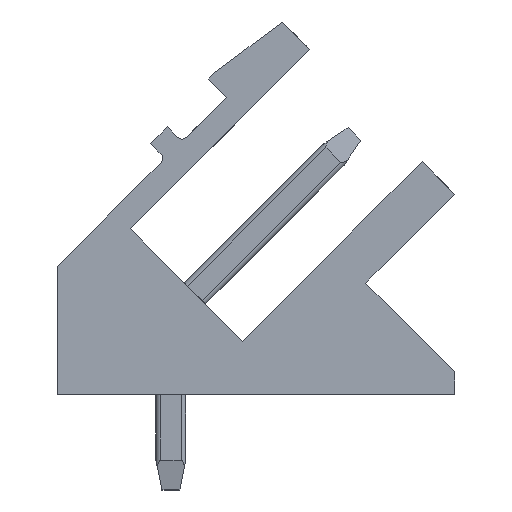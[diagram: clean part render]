
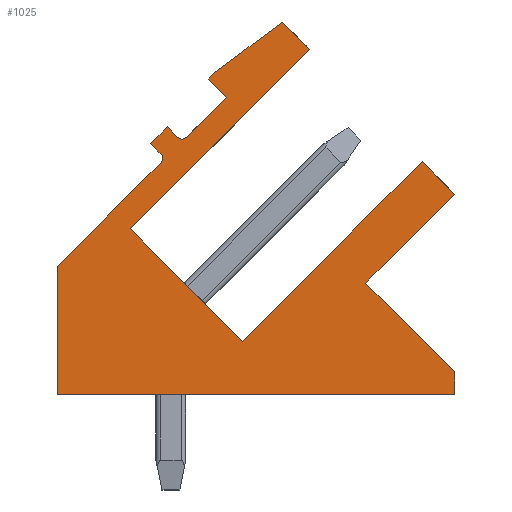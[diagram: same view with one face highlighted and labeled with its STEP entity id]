
A CAD part, left-side view. The second image highlights one B-rep face of the part: STEP entity #1025.
In plain terms, the highlighted planar face has unit normal (-1, 0, 0).
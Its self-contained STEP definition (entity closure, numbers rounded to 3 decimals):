
#886=AXIS2_PLACEMENT_3D('Circle Axis2P3D',#884,#885,$) ;
#900=AXIS2_PLACEMENT_3D('Plane Axis2P3D',#897,#898,#899) ;
#944=AXIS2_PLACEMENT_3D('Circle Axis2P3D',#942,#943,$) ;
#224=CARTESIAN_POINT('Vertex',(0.,8.98,11.809)) ;
#227=CARTESIAN_POINT('Line Origine',(0.,8.309,12.481)) ;
#231=CARTESIAN_POINT('Vertex',(0.,7.637,13.153)) ;
#470=CARTESIAN_POINT('Vertex',(0.,4.851,14.751)) ;
#473=CARTESIAN_POINT('Line Origine',(0.,7.856,11.746)) ;
#477=CARTESIAN_POINT('Vertex',(0.,10.861,8.74)) ;
#535=CARTESIAN_POINT('Vertex',(0.,5.77,15.67)) ;
#538=CARTESIAN_POINT('Line Origine',(0.,5.31,15.21)) ;
#709=CARTESIAN_POINT('Line Origine',(0.,7.941,13.457)) ;
#713=CARTESIAN_POINT('Vertex',(0.,8.245,13.761)) ;
#881=CARTESIAN_POINT('Vertex',(0.,9.263,11.809)) ;
#884=CARTESIAN_POINT('Axis2P3D Location',(0.,9.122,11.951)) ;
#897=CARTESIAN_POINT('Axis2P3D Location',(0.,0.,0.)) ;
#902=CARTESIAN_POINT('Line Origine',(0.,8.98,6.859)) ;
#906=CARTESIAN_POINT('Vertex',(0.,7.099,4.979)) ;
#909=CARTESIAN_POINT('Line Origine',(0.,6.901,14.821)) ;
#913=CARTESIAN_POINT('Vertex',(0.,8.033,13.973)) ;
#916=CARTESIAN_POINT('Line Origine',(0.,8.139,13.867)) ;
#921=CARTESIAN_POINT('Line Origine',(0.,9.44,11.986)) ;
#925=CARTESIAN_POINT('Vertex',(0.,9.617,12.163)) ;
#928=CARTESIAN_POINT('Line Origine',(0.,9.899,11.88)) ;
#932=CARTESIAN_POINT('Vertex',(0.,10.182,11.597)) ;
#935=CARTESIAN_POINT('Line Origine',(0.,10.006,11.42)) ;
#939=CARTESIAN_POINT('Vertex',(0.,9.829,11.244)) ;
#942=CARTESIAN_POINT('Axis2P3D Location',(0.,9.97,11.102)) ;
#946=CARTESIAN_POINT('Vertex',(0.,9.829,10.961)) ;
#949=CARTESIAN_POINT('Line Origine',(0.,11.564,9.225)) ;
#953=CARTESIAN_POINT('Vertex',(0.,13.3,7.489)) ;
#956=CARTESIAN_POINT('Line Origine',(0.,13.3,5.345)) ;
#960=CARTESIAN_POINT('Vertex',(0.,13.3,3.2)) ;
#963=CARTESIAN_POINT('Line Origine',(0.,6.65,3.2)) ;
#967=CARTESIAN_POINT('Vertex',(0.,0.,3.2)) ;
#970=CARTESIAN_POINT('Line Origine',(0.,0.,3.58)) ;
#974=CARTESIAN_POINT('Vertex',(0.,0.,3.96)) ;
#977=CARTESIAN_POINT('Line Origine',(0.,1.485,5.445)) ;
#981=CARTESIAN_POINT('Vertex',(0.,2.97,6.93)) ;
#984=CARTESIAN_POINT('Line Origine',(0.,1.485,8.415)) ;
#988=CARTESIAN_POINT('Vertex',(0.,0.,9.9)) ;
#991=CARTESIAN_POINT('Line Origine',(0.,0.544,10.444)) ;
#995=CARTESIAN_POINT('Vertex',(0.,1.089,10.989)) ;
#998=CARTESIAN_POINT('Line Origine',(0.,4.094,7.984)) ;
#228=DIRECTION('Vector Direction',(0.,-0.707,0.707)) ;
#474=DIRECTION('Vector Direction',(0.,0.707,-0.707)) ;
#539=DIRECTION('Vector Direction',(0.,-0.707,-0.707)) ;
#710=DIRECTION('Vector Direction',(0.,0.707,0.707)) ;
#885=DIRECTION('Axis2P3D Direction',(-1.,0.,0.)) ;
#898=DIRECTION('Axis2P3D Direction',(-1.,0.,0.)) ;
#899=DIRECTION('Axis2P3D XDirection',(0.,0.,1.)) ;
#903=DIRECTION('Vector Direction',(0.,-0.707,-0.707)) ;
#910=DIRECTION('Vector Direction',(0.,-0.8,0.6)) ;
#917=DIRECTION('Vector Direction',(0.,-0.707,0.707)) ;
#922=DIRECTION('Vector Direction',(0.,-0.707,-0.707)) ;
#929=DIRECTION('Vector Direction',(0.,-0.707,0.707)) ;
#936=DIRECTION('Vector Direction',(0.,0.707,0.707)) ;
#943=DIRECTION('Axis2P3D Direction',(-1.,0.,0.)) ;
#950=DIRECTION('Vector Direction',(0.,-0.707,0.707)) ;
#957=DIRECTION('Vector Direction',(0.,0.,1.)) ;
#964=DIRECTION('Vector Direction',(0.,1.,0.)) ;
#971=DIRECTION('Vector Direction',(0.,0.,-1.)) ;
#978=DIRECTION('Vector Direction',(0.,-0.707,-0.707)) ;
#985=DIRECTION('Vector Direction',(0.,0.707,-0.707)) ;
#992=DIRECTION('Vector Direction',(0.,-0.707,-0.707)) ;
#999=DIRECTION('Vector Direction',(0.,-0.707,0.707)) ;
#229=VECTOR('Line Direction',#228,1.) ;
#475=VECTOR('Line Direction',#474,1.) ;
#540=VECTOR('Line Direction',#539,1.) ;
#711=VECTOR('Line Direction',#710,1.) ;
#904=VECTOR('Line Direction',#903,1.) ;
#911=VECTOR('Line Direction',#910,1.) ;
#918=VECTOR('Line Direction',#917,1.) ;
#923=VECTOR('Line Direction',#922,1.) ;
#930=VECTOR('Line Direction',#929,1.) ;
#937=VECTOR('Line Direction',#936,1.) ;
#951=VECTOR('Line Direction',#950,1.) ;
#958=VECTOR('Line Direction',#957,1.) ;
#965=VECTOR('Line Direction',#964,1.) ;
#972=VECTOR('Line Direction',#971,1.) ;
#979=VECTOR('Line Direction',#978,1.) ;
#986=VECTOR('Line Direction',#985,1.) ;
#993=VECTOR('Line Direction',#992,1.) ;
#1000=VECTOR('Line Direction',#999,1.) ;
#1004=ORIENTED_EDGE('',*,*,#908,.T.) ;
#1005=ORIENTED_EDGE('',*,*,#479,.T.) ;
#1006=ORIENTED_EDGE('',*,*,#542,.T.) ;
#1007=ORIENTED_EDGE('',*,*,#915,.T.) ;
#1008=ORIENTED_EDGE('',*,*,#920,.T.) ;
#1009=ORIENTED_EDGE('',*,*,#715,.T.) ;
#1010=ORIENTED_EDGE('',*,*,#233,.T.) ;
#1011=ORIENTED_EDGE('',*,*,#888,.T.) ;
#1012=ORIENTED_EDGE('',*,*,#927,.T.) ;
#1013=ORIENTED_EDGE('',*,*,#934,.T.) ;
#1014=ORIENTED_EDGE('',*,*,#941,.T.) ;
#1015=ORIENTED_EDGE('',*,*,#948,.T.) ;
#1016=ORIENTED_EDGE('',*,*,#955,.T.) ;
#1017=ORIENTED_EDGE('',*,*,#962,.T.) ;
#1018=ORIENTED_EDGE('',*,*,#969,.T.) ;
#1019=ORIENTED_EDGE('',*,*,#976,.T.) ;
#1020=ORIENTED_EDGE('',*,*,#983,.T.) ;
#1021=ORIENTED_EDGE('',*,*,#990,.T.) ;
#1022=ORIENTED_EDGE('',*,*,#997,.T.) ;
#1023=ORIENTED_EDGE('',*,*,#1002,.T.) ;
#1025=ADVANCED_FACE('Housing',(#1024),#901,.T.) ;
#887=CIRCLE('generated circle',#886,0.2) ;
#945=CIRCLE('generated circle',#944,0.2) ;
#233=EDGE_CURVE('',#232,#225,#230,.F.) ;
#479=EDGE_CURVE('',#478,#471,#476,.F.) ;
#542=EDGE_CURVE('',#471,#536,#541,.F.) ;
#715=EDGE_CURVE('',#714,#232,#712,.F.) ;
#888=EDGE_CURVE('',#225,#882,#887,.F.) ;
#908=EDGE_CURVE('',#907,#478,#905,.F.) ;
#915=EDGE_CURVE('',#536,#914,#912,.F.) ;
#920=EDGE_CURVE('',#914,#714,#919,.F.) ;
#927=EDGE_CURVE('',#882,#926,#924,.F.) ;
#934=EDGE_CURVE('',#926,#933,#931,.F.) ;
#941=EDGE_CURVE('',#933,#940,#938,.F.) ;
#948=EDGE_CURVE('',#940,#947,#945,.F.) ;
#955=EDGE_CURVE('',#947,#954,#952,.F.) ;
#962=EDGE_CURVE('',#954,#961,#959,.F.) ;
#969=EDGE_CURVE('',#961,#968,#966,.F.) ;
#976=EDGE_CURVE('',#968,#975,#973,.F.) ;
#983=EDGE_CURVE('',#975,#982,#980,.F.) ;
#990=EDGE_CURVE('',#982,#989,#987,.F.) ;
#997=EDGE_CURVE('',#989,#996,#994,.F.) ;
#1002=EDGE_CURVE('',#996,#907,#1001,.F.) ;
#1003=EDGE_LOOP('',(#1004,#1005,#1006,#1007,#1008,#1009,#1010,#1011,#1012,#1013,#1014,#1015,#1016,#1017,#1018,#1019,#1020,#1021,#1022,#1023)) ;
#1024=FACE_OUTER_BOUND('',#1003,.T.) ;
#230=LINE('Line',#227,#229) ;
#476=LINE('Line',#473,#475) ;
#541=LINE('Line',#538,#540) ;
#712=LINE('Line',#709,#711) ;
#905=LINE('Line',#902,#904) ;
#912=LINE('Line',#909,#911) ;
#919=LINE('Line',#916,#918) ;
#924=LINE('Line',#921,#923) ;
#931=LINE('Line',#928,#930) ;
#938=LINE('Line',#935,#937) ;
#952=LINE('Line',#949,#951) ;
#959=LINE('Line',#956,#958) ;
#966=LINE('Line',#963,#965) ;
#973=LINE('Line',#970,#972) ;
#980=LINE('Line',#977,#979) ;
#987=LINE('Line',#984,#986) ;
#994=LINE('Line',#991,#993) ;
#1001=LINE('Line',#998,#1000) ;
#901=PLANE('',#900) ;
#225=VERTEX_POINT('',#224) ;
#232=VERTEX_POINT('',#231) ;
#471=VERTEX_POINT('',#470) ;
#478=VERTEX_POINT('',#477) ;
#536=VERTEX_POINT('',#535) ;
#714=VERTEX_POINT('',#713) ;
#882=VERTEX_POINT('',#881) ;
#907=VERTEX_POINT('',#906) ;
#914=VERTEX_POINT('',#913) ;
#926=VERTEX_POINT('',#925) ;
#933=VERTEX_POINT('',#932) ;
#940=VERTEX_POINT('',#939) ;
#947=VERTEX_POINT('',#946) ;
#954=VERTEX_POINT('',#953) ;
#961=VERTEX_POINT('',#960) ;
#968=VERTEX_POINT('',#967) ;
#975=VERTEX_POINT('',#974) ;
#982=VERTEX_POINT('',#981) ;
#989=VERTEX_POINT('',#988) ;
#996=VERTEX_POINT('',#995) ;
